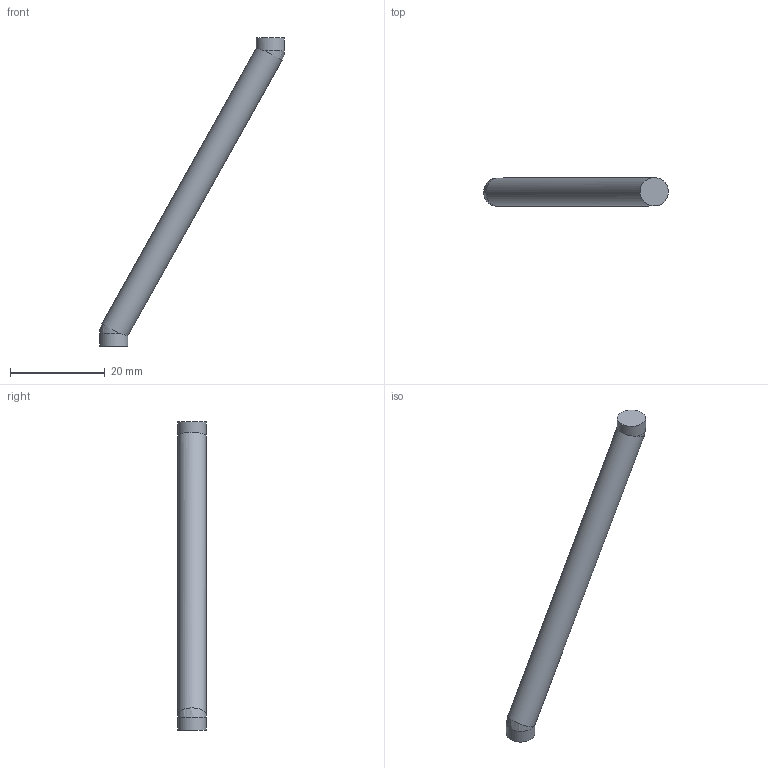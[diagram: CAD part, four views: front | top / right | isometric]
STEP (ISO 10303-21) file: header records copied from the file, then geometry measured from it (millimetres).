
FILE_DESCRIPTION(/* description */ (''),/* implementation_level */ '2;1');
FILE_NAME(/* name */ 'Pipe.step',/* time_stamp */ '2023-07-30T19:25:01+08:00',/* author */ (''),/* organization */ (''),/* preprocessor_version */ 'ST-DEVELOPER v19.2',/* originating_system */ 'Autodesk Translation Framework v11.17.0.187',/* authorisation */ '');
FILE_SCHEMA (('AUTOMOTIVE_DESIGN { 1 0 10303 214 3 1 1 }'));
Length unit declared in the file: millimetre
Products named in the file (1): Pipe
Bounding box: 39 x 6 x 65 mm (x, y, z)
Volume: 2080.8 mm3; surface area: 1443.3 mm2
Topology: 1 solids, 1 shells, 7 faces, 18 edges, 9 vertices
Faces by surface type: cylinder 3, plane 2, bspline 2
Full cylindrical faces by diameter (mm): 6 x3
Entity records: 256 total; most frequent: CARTESIAN_POINT 71, DIRECTION 37, ORIENTED_EDGE 28, AXIS2_PLACEMENT_3D 17, EDGE_CURVE 14, VERTEX_POINT 9, CIRCLE 8, FACE_OUTER_BOUND 7
